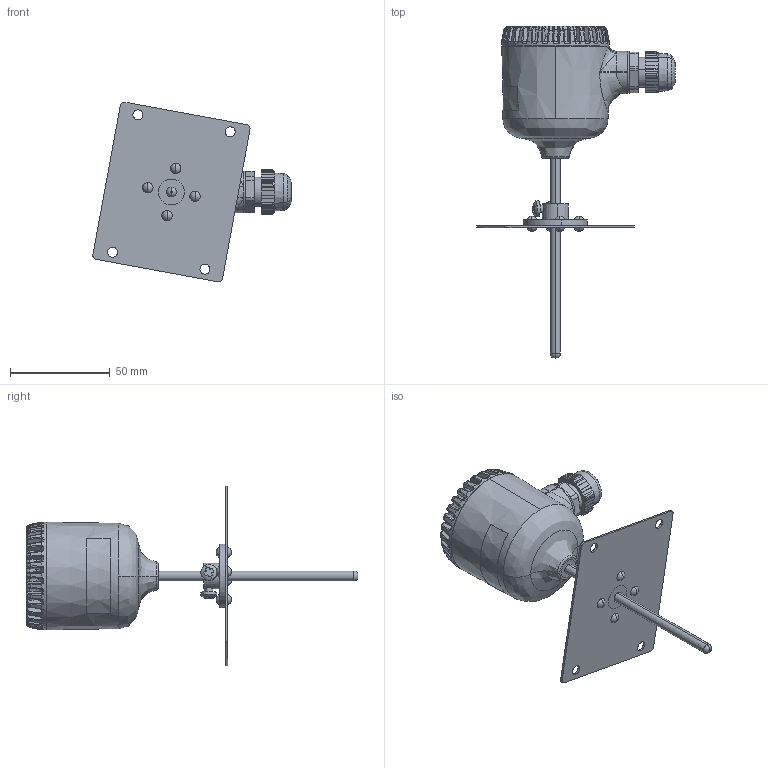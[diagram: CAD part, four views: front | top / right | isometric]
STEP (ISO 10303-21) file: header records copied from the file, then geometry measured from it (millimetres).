
FILE_DESCRIPTION (( 'STEP AP214' ), '1' );
FILE_NAME ('ﾄﾒﾑ405ﾌ-100.STEP', '2020-02-20T15:20:13', ( '' ), ( '' ), 'SwSTEP 2.0', 'SolidWorks 2019', '' );
FILE_SCHEMA (( 'AUTOMOTIVE_DESIGN' ));
Length unit declared in the file: millimetre
Products named in the file (33): _____ -______8^_____ FrontFoil____-3.00.1.2(______ ______).STEP; ___-3.00.1.2(______ ______).STEP; _________.STEP; 433; _____ -______9^_____ FrontFoil____-3.00.1.2(______ ______).STEP; 秮鶋罻; _____ -______6^_____ FrontFoil____-3.00.1.2(______ ______).STEP; 如戾痂蝈朦; _____ Vint^___-3.00.1.2(______ ______).STEP; _____ (2054)____ 731153.420.2054(___3. _________)^___-3.00.1.2(______ ______).STEP; _____ FrontFoil^___-3.00.1.2(______ ______).STEP; rivet 02_din_DIN 660-3x8-St-A-4; _____ (2055)____ 731153.420.2055(___3.______)^___-3.00.1.2(______ ______).STEP; 弝謹.713751.430.431; _____ -______4^_____ FrontFoil____-3.00.1.2(______ ______).STEP; slotted capstan screw_din_DIN 404 M4 x 5 --- 5N.STEP; ____.712521.420.1414.STEP; ______.STEP; ______-0.STEP; _________1.STEP; _____ -______3^_____ FrontFoil____-3.00.1.2(______ ______).STEP; 7985; 櫻蠉錪23; ﾄﾒﾑ405ﾌ-100.STEP; ______ _2.STEP; ﾄﾒﾑ405ﾌ-100; _____ -______7^_____ FrontFoil____-3.00.1.2(______ ______).STEP; ______ _ _____.__..STEP; _____ -______5^_____ FrontFoil____-3.00.1.2(______ ______).STEP; _____ T_______(__ _________)^___-3.00.1.2(______ ______).STEP; ____.STEP; _____ -______2^___-3.00.1.2(______ ______).STEP; _________2.STEP
Assembly tree (46 placements, depth 5):
  ﾄﾒﾑ405ﾌ-100
    ﾄﾒﾑ405ﾌ-100.STEP
      ___-3.00.1.2(______ ______).STEP
        _____ FrontFoil^___-3.00.1.2(______ ______).STEP
          _____ -______3^_____ FrontFoil____-3.00.1.2(______ ______).STEP
          _____ -______4^_____ FrontFoil____-3.00.1.2(______ ______).STEP
          _____ -______5^_____ FrontFoil____-3.00.1.2(______ ______).STEP
          _____ -______6^_____ FrontFoil____-3.00.1.2(______ ______).STEP
          _____ -______7^_____ FrontFoil____-3.00.1.2(______ ______).STEP
          _____ -______8^_____ FrontFoil____-3.00.1.2(______ ______).STEP
          _____ -______9^_____ FrontFoil____-3.00.1.2(______ ______).STEP
        _____ (2055)____ 731153.420.2055(___3.______)^___-3.00.1.2(______ ______).STEP
        _____ (2054)____ 731153.420.2054(___3. _________)^___-3.00.1.2(______ ______).STEP
        _____ T_______(__ _________)^___-3.00.1.2(______ ______).STEP  x2
        _____ Vint^___-3.00.1.2(______ ______).STEP  x2
        _____ -______2^___-3.00.1.2(______ ______).STEP
      ______.STEP
      _________.STEP
      _________1.STEP
      _________2.STEP
      ____.712521.420.1414.STEP
      slotted capstan screw_din_DIN 404 M4 x 5 --- 5N.STEP  x2
      ______ _2.STEP
      ______ _ _____.__..STEP  x2
      ______-0.STEP  x4
      ____.STEP  x4
    秮鶋罻
    櫻蠉錪23
    433
    弝謹.713751.430.431
    7985  x2
    rivet 02_din_DIN 660-3x8-St-A-4  x4
    如戾痂蝈朦
Bounding box: 99.3 x 166.2 x 89.95 mm (x, y, z)
Volume: 62041.1 mm3; surface area: 74501.7 mm2
Topology: 44 solids, 44 shells, 3179 faces, 8491 edges, 5469 vertices
Faces by surface type: plane 1475, bspline 690, cylinder 650, cone 312, torus 40, sphere 12
Entity records: 128777 total; most frequent: CARTESIAN_POINT 62179, ORIENTED_EDGE 15140, DIRECTION 11520, EDGE_CURVE 7570, VERTEX_POINT 4891, AXIS2_PLACEMENT_3D 3915, VECTOR 3690, LINE 3690
